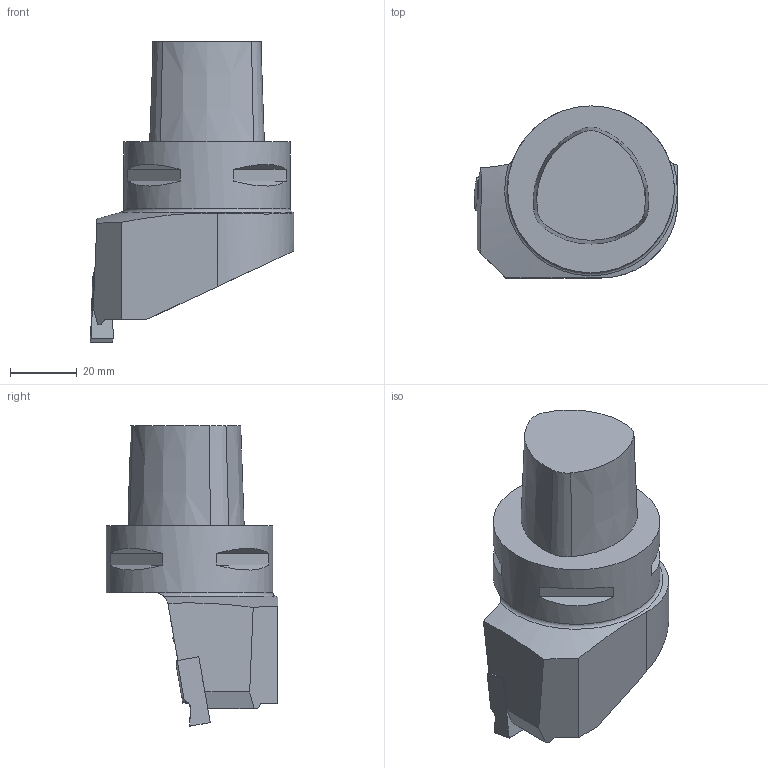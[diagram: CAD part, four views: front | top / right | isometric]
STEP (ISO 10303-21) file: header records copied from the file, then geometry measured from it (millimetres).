
FILE_DESCRIPTION(/* description */ (''),/* implementation_level */ '2;1');
FILE_NAME(/* name */ 'C5-CER-35060-20HD.stp',/* time_stamp */ '2018-02-15T16:15:54+06:00',/* author */ (''),/* organization */ (''),/* preprocessor_version */ 'ST-DEVELOPER v16',/* originating_system */ 'SIEMENS PLM Software NX 11.0',/* authorisation */ '');
FILE_SCHEMA (('AUTOMOTIVE_DESIGN { 1 0 10303 214 3 1 1 1 }'));
Length unit declared in the file: millimetre
Products named in the file (1): C5-CER-35060-20HD
Bounding box: 61.01 x 51.5 x 90.05 mm (x, y, z)
Volume: 108996.6 mm3; surface area: 18378.3 mm2
Topology: 4 solids, 4 shells, 67 faces, 169 edges, 112 vertices
Faces by surface type: plane 46, cylinder 9, cone 7, bspline 2, sphere 2, torus 1
Full cylindrical faces by diameter (mm): 2.995 x1, 50 x1
Entity records: 2392 total; most frequent: CARTESIAN_POINT 772, ORIENTED_EDGE 320, DIRECTION 308, EDGE_CURVE 160, VERTEX_POINT 107, AXIS2_PLACEMENT_3D 106, LINE 96, VECTOR 96
